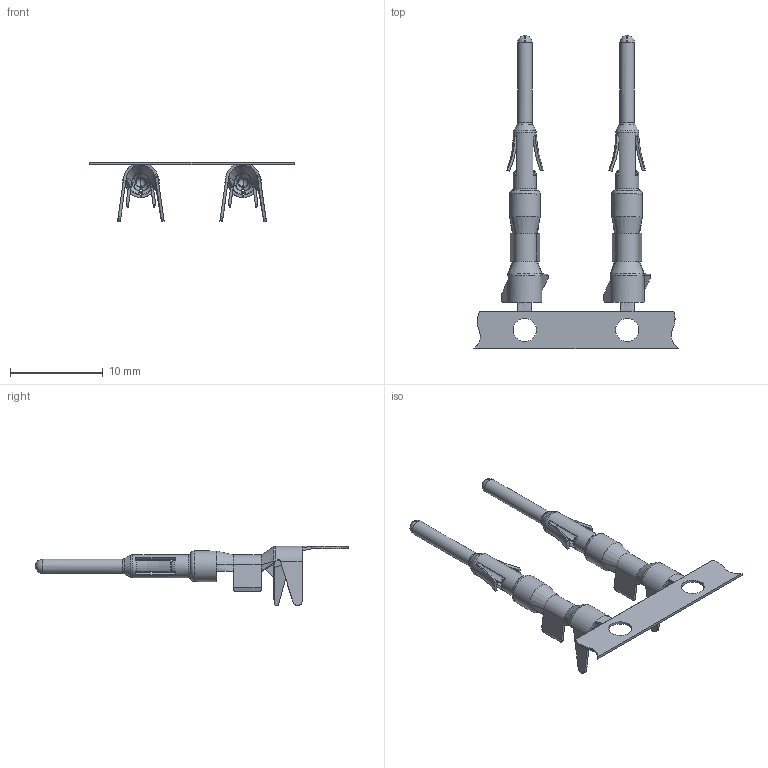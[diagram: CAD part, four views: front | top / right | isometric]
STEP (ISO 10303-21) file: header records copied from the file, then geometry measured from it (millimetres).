
FILE_DESCRIPTION((''),'2;1');
FILE_NAME('CDSM-2_5P','2020-12-23T',('dn.ye'),(''),'PRO/ENGINEER BY PARAMETRIC TECHNOLOGY CORPORATION, 2012480','PRO/ENGINEER BY PARAMETRIC TECHNOLOGY CORPORATION, 2012480','');
FILE_SCHEMA(('CONFIG_CONTROL_DESIGN'));
Length unit declared in the file: metre
Products named in the file (1): CDSM-2_5P
Bounding box: 22 x 33.7 x 6.39 mm (x, y, z)
Surface area: 968.8 mm2 (no closed solid volume)
Topology: 0 solids, 3 shells, 352 faces, 933 edges, 568 vertices
Faces by surface type: plane 154, bspline 88, cylinder 46, torus 42, cone 12, sphere 8, extrusion 2
Entity records: 14919 total; most frequent: CARTESIAN_POINT 6751, ORIENTED_EDGE 1832, DIRECTION 1494, EDGE_CURVE 923, VERTEX_POINT 568, AXIS2_PLACEMENT_3D 536, VECTOR 422, LINE 420
